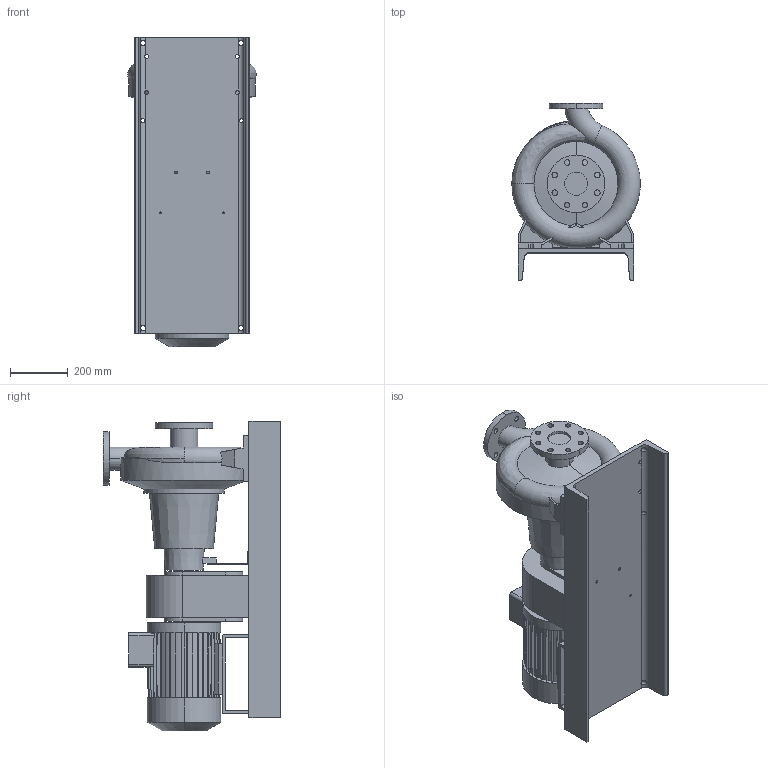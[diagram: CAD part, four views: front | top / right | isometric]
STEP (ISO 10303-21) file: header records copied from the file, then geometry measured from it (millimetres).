
FILE_DESCRIPTION (( 'STEP AP203' ), '1' );
FILE_NAME ('10018071swa00.step', '2023-07-07T12:30:34', ( '' ), ( '' ), 'SwSTEP 2.0', 'SolidWorks 2020', '' );
FILE_SCHEMA (( 'CONFIG_CONTROL_DESIGN' ));
Length unit declared in the file: millimetre
Products named in the file (5): 10018072swp00_132S; 10018097swp00_MCG 15 N4 65-315 132; 10012573swp00_350; 10018071swa00; 10017783swp00_65-315
Assembly tree (4 placements, depth 2):
  10018071swa00
    10017783swp00_65-315
    10018097swp00_MCG 15 N4 65-315 132
    10018072swp00_132S
    10012573swp00_350
Bounding box: 445.76 x 615 x 1075 mm (x, y, z)
Volume: 72510031.2 mm3; surface area: 3469865.5 mm2
Topology: 5 solids, 5 shells, 570 faces, 1648 edges, 1097 vertices
Faces by surface type: plane 380, cylinder 171, cone 11, torus 6, bspline 2
Entity records: 21368 total; most frequent: CARTESIAN_POINT 5481, ORIENTED_EDGE 3296, DIRECTION 3101, EDGE_CURVE 1648, LINE 1185, VECTOR 1185, VERTEX_POINT 1097, AXIS2_PLACEMENT_3D 958
